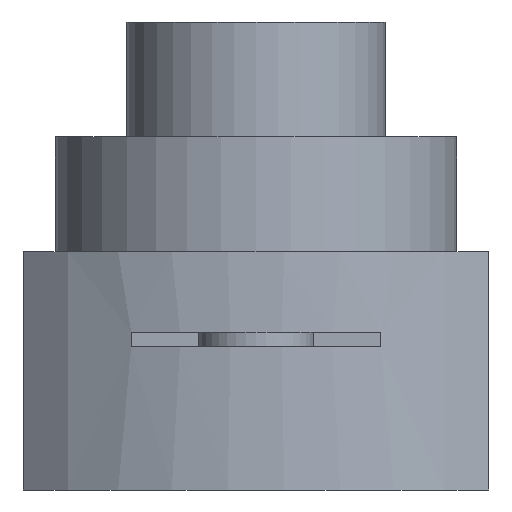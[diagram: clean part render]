
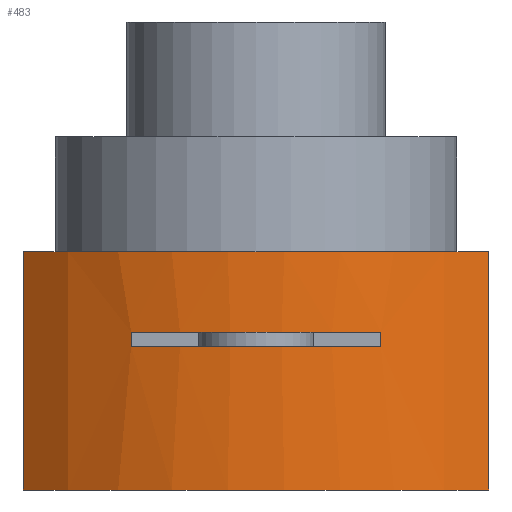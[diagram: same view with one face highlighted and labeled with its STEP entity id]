
A CAD part, left-side view. The second image highlights one B-rep face of the part: STEP entity #483.
In plain terms, the highlighted cylindrical face has radius 6 mm (diameter 12 mm), a partial arc.
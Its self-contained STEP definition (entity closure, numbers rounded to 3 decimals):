
#55=FACE_BOUND('',#88,.T.);
#59=FACE_OUTER_BOUND('',#87,.T.);
#87=EDGE_LOOP('',(#345,#346,#347,#348));
#88=EDGE_LOOP('',(#349,#350,#351,#352));
#119=LINE('',#715,#169);
#120=LINE('',#718,#170);
#121=LINE('',#721,#171);
#122=LINE('',#725,#172);
#169=VECTOR('',#575,10.);
#170=VECTOR('',#578,10.);
#171=VECTOR('',#579,10.);
#172=VECTOR('',#582,10.);
#219=CIRCLE('',#526,6.);
#220=CIRCLE('',#527,6.);
#221=CIRCLE('',#528,6.);
#222=CIRCLE('',#529,6.);
#235=VERTEX_POINT('',#711);
#236=VERTEX_POINT('',#712);
#237=VERTEX_POINT('',#714);
#238=VERTEX_POINT('',#716);
#239=VERTEX_POINT('',#719);
#240=VERTEX_POINT('',#720);
#241=VERTEX_POINT('',#722);
#242=VERTEX_POINT('',#724);
#279=EDGE_CURVE('',#235,#236,#219,.T.);
#280=EDGE_CURVE('',#236,#237,#119,.T.);
#281=EDGE_CURVE('',#238,#237,#220,.T.);
#282=EDGE_CURVE('',#235,#238,#120,.T.);
#283=EDGE_CURVE('',#239,#240,#121,.T.);
#284=EDGE_CURVE('',#241,#239,#221,.T.);
#285=EDGE_CURVE('',#242,#241,#122,.T.);
#286=EDGE_CURVE('',#240,#242,#222,.T.);
#345=ORIENTED_EDGE('',*,*,#279,.T.);
#346=ORIENTED_EDGE('',*,*,#280,.T.);
#347=ORIENTED_EDGE('',*,*,#281,.F.);
#348=ORIENTED_EDGE('',*,*,#282,.F.);
#349=ORIENTED_EDGE('',*,*,#283,.F.);
#350=ORIENTED_EDGE('',*,*,#284,.F.);
#351=ORIENTED_EDGE('',*,*,#285,.F.);
#352=ORIENTED_EDGE('',*,*,#286,.F.);
#477=CYLINDRICAL_SURFACE('',#525,6.);
#483=ADVANCED_FACE('',(#59,#55),#477,.T.);
#525=AXIS2_PLACEMENT_3D('',#710,#571,#572);
#526=AXIS2_PLACEMENT_3D('',#713,#573,#574);
#527=AXIS2_PLACEMENT_3D('',#717,#576,#577);
#528=AXIS2_PLACEMENT_3D('',#723,#580,#581);
#529=AXIS2_PLACEMENT_3D('',#726,#583,#584);
#571=DIRECTION('center_axis',(0.,0.,1.));
#572=DIRECTION('ref_axis',(-1.,0.,0.));
#573=DIRECTION('center_axis',(0.,0.,1.));
#574=DIRECTION('ref_axis',(1.,0.,0.));
#575=DIRECTION('',(0.,0.,1.));
#576=DIRECTION('center_axis',(0.,0.,1.));
#577=DIRECTION('ref_axis',(1.,0.,0.));
#578=DIRECTION('',(0.,0.,1.));
#579=DIRECTION('',(0.,0.,1.));
#580=DIRECTION('center_axis',(0.,0.,1.));
#581=DIRECTION('ref_axis',(1.,0.,0.));
#582=DIRECTION('',(0.,0.,-1.));
#583=DIRECTION('center_axis',(0.,0.,-1.));
#584=DIRECTION('ref_axis',(1.,0.,0.));
#710=CARTESIAN_POINT('Origin',(0.,0.,0.));
#711=CARTESIAN_POINT('',(-4.427,4.05,0.));
#712=CARTESIAN_POINT('',(-4.427,-4.05,0.));
#713=CARTESIAN_POINT('Origin',(0.,0.,0.));
#714=CARTESIAN_POINT('',(-4.427,-4.05,4.15));
#715=CARTESIAN_POINT('',(-4.427,-4.05,0.));
#716=CARTESIAN_POINT('',(-4.427,4.05,4.15));
#717=CARTESIAN_POINT('Origin',(0.,0.,4.15));
#718=CARTESIAN_POINT('',(-4.427,4.05,0.));
#719=CARTESIAN_POINT('',(-5.592,-2.175,2.5));
#720=CARTESIAN_POINT('',(-5.592,-2.175,2.75));
#721=CARTESIAN_POINT('',(-5.592,-2.175,0.));
#722=CARTESIAN_POINT('',(-5.592,2.175,2.5));
#723=CARTESIAN_POINT('Origin',(0.,0.,2.5));
#724=CARTESIAN_POINT('',(-5.592,2.175,2.75));
#725=CARTESIAN_POINT('',(-5.592,2.175,0.));
#726=CARTESIAN_POINT('Origin',(0.,0.,2.75));
